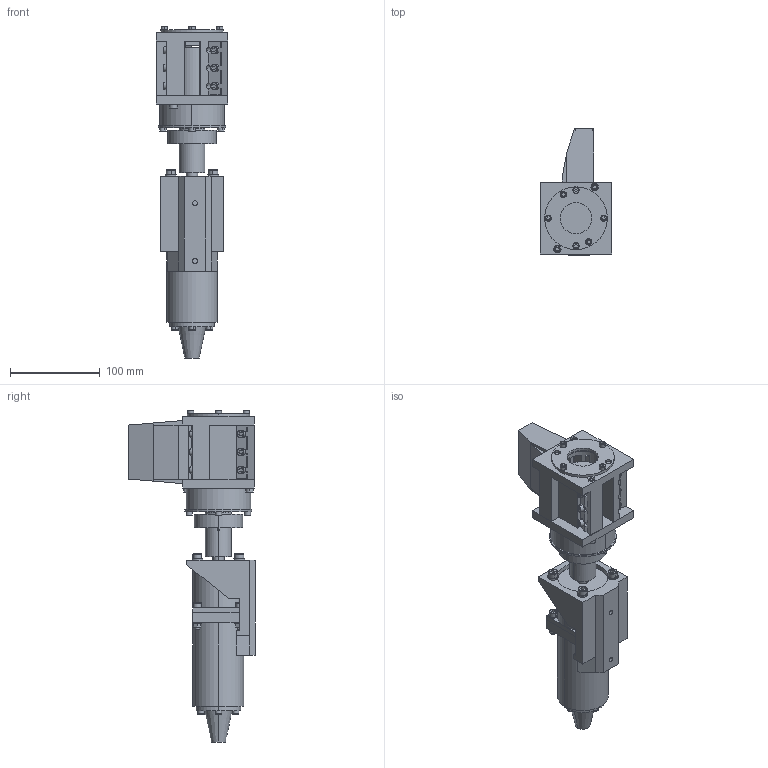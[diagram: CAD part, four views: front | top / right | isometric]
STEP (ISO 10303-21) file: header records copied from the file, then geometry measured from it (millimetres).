
FILE_DESCRIPTION (( 'STEP AP203' ), '1' );
FILE_NAME ('Shreddergruppe.step', '2017-06-22T16:15:56', ( '' ), ( '' ), 'SwSTEP 2.0', 'SolidWorks 2016', '' );
FILE_SCHEMA (( 'CONFIG_CONTROL_DESIGN' ));
Length unit declared in the file: millimetre
Products named in the file (44): Lagerhuelse_1_Standard; Antriebsgruppe_Standard; Motorhalterung_Standard; Block_3_sintern_Gegenplatte_Standard; inafag_6005-2z_6vrtc2ac043nicjdt8x23j2dp_07; item_8_0_001_01_db7t418os61exlmrbbgsxdb57; Trichter_Standard; Shreddergruppe; inafag_6005-2z_6vrtc2ac043nicjdt8x23j2dp_02; inafag_6005-2z_6vrtc2ac043nicjdt8x23j2dp_14; Block_3_sintern_Standard; inafag_6005-2z_6vrtc2ac043nicjdt8x23j2dp_12; inafag_6005-2z_6vrtc2ac043nicjdt8x23j2dp_03; fraeser_Standard; Motor_Standard; Schneidgruppe_neu_Standard; mutter_din934_m5-6; Spannflansch_Standard; inafag_6005-2z_6vrtc2ac043nicjdt8x23j2dp_10; unterlegscheibe_iso_7089-6-140_hv; item_0_0_608_35_8et4m8deglsl0ataxumafd99s; item_8_0_004_11_c5ffvcdz9238ebhinkshw81kh; inafag_6005-2z_6vrtc2ac043nicjdt8x23j2dp; Motorendkappe_Standard; wasi_edelstahl_a2_din_912_m5x80; inafag_6005-2z_6vrtc2ac043nicjdt8x23j2dp_11; wasi_edelstahl_a2_din_912_m5x100; Adaperplatte_Motor_Planetengetriebe_Standard; Endkappe_Shredder_Standard; inafag_6005-2z_6vrtc2ac043nicjdt8x23j2dp_06; item_0_0_655_09_d0pa98gnnmibjx5t7ijmn8s4w; inafag_6005-2z_6vrtc2ac043nicjdt8x23j2dp_08; Planetengetriebe_vereinfacht_Standard; wasi_edelstahl_a2_din_912_m5x10; unterlegscheibe_iso_7089-5-140_hv; Messer_Schneidkopf_Standard; inafag_6005-2z_6vrtc2ac043nicjdt8x23j2dp_13; inafag_6005-2z_6vrtc2ac043nicjdt8x23j2dp_01; Lagerhuelse_2_Standard; inafag_6005-2z_6vrtc2ac043nicjdt8x23j2dp_05 ...
Assembly tree (93 placements, depth 4):
  Shreddergruppe
    Antriebsgruppe_Standard
      Adaperplatte_Motor_Planetengetriebe_Standard
      Motor_Standard
      Motorendkappe_Standard
      Motorhalterung_Standard
      Planetengetriebe_vereinfacht_Standard
      item_8_0_001_01_db7t418os61exlmrbbgsxdb57  x4
      item_0_0_655_09_d0pa98gnnmibjx5t7ijmn8s4w  x4
      unterlegscheibe_iso_7089-6-140_hv  x4
      item_0_0_608_35_8et4m8deglsl0ataxumafd99s  x4
      unterlegscheibe_iso_7089-5-140_hv  x8
      mutter_din934_m5-6  x4
    Schneidgruppe_neu_Standard
      Block_3_sintern_Standard
      Block_3_sintern_Gegenplatte_Standard
      fraeser_Standard
      Trichter_Standard
      inafag_6005-2z_6vrtc2ac043nicjdt8x23j2dp  x2
        inafag_6005-2z_6vrtc2ac043nicjdt8x23j2dp_01
        inafag_6005-2z_6vrtc2ac043nicjdt8x23j2dp_02
        inafag_6005-2z_6vrtc2ac043nicjdt8x23j2dp_03
        inafag_6005-2z_6vrtc2ac043nicjdt8x23j2dp_04
        inafag_6005-2z_6vrtc2ac043nicjdt8x23j2dp_05
        inafag_6005-2z_6vrtc2ac043nicjdt8x23j2dp_06
        inafag_6005-2z_6vrtc2ac043nicjdt8x23j2dp_07
        inafag_6005-2z_6vrtc2ac043nicjdt8x23j2dp_08
        inafag_6005-2z_6vrtc2ac043nicjdt8x23j2dp_09
        inafag_6005-2z_6vrtc2ac043nicjdt8x23j2dp_10
        inafag_6005-2z_6vrtc2ac043nicjdt8x23j2dp_11
        inafag_6005-2z_6vrtc2ac043nicjdt8x23j2dp_12
        inafag_6005-2z_6vrtc2ac043nicjdt8x23j2dp_13
        inafag_6005-2z_6vrtc2ac043nicjdt8x23j2dp_14
      Abstandshalter_Fraeser_Standard
      Huelse_Fraeser_Getriebe_Standard
      Lagerhuelse_1_Standard
      Lagerhuelse_2_Standard
      Endkappe_Shredder_Standard
      Spannflansch_Standard
      wasi_edelstahl_a2_din_912_m5x10  x12
      Messer_Schneidkopf_Standard  x4
      item_8_0_004_11_c5ffvcdz9238ebhinkshw81kh  x8
      wasi_edelstahl_a2_din_912_m5x80  x2
      wasi_edelstahl_a2_din_912_m5x100  x2
      mutter_din934_m5-6  x4
Bounding box: 80 x 141 x 370.86 mm (x, y, z)
Volume: 1078255.5 mm3; surface area: 309065.9 mm2
Topology: 103 solids, 123 shells, 1838 faces, 4390 edges, 2784 vertices
Faces by surface type: plane 802, cylinder 530, bspline 244, cone 230, torus 32
Entity records: 34258 total; most frequent: CARTESIAN_POINT 7204, DIRECTION 4592, ORIENTED_EDGE 4174, EDGE_CURVE 2087, AXIS2_PLACEMENT_3D 1738, VERTEX_POINT 1366, LINE 1116, VECTOR 1116
